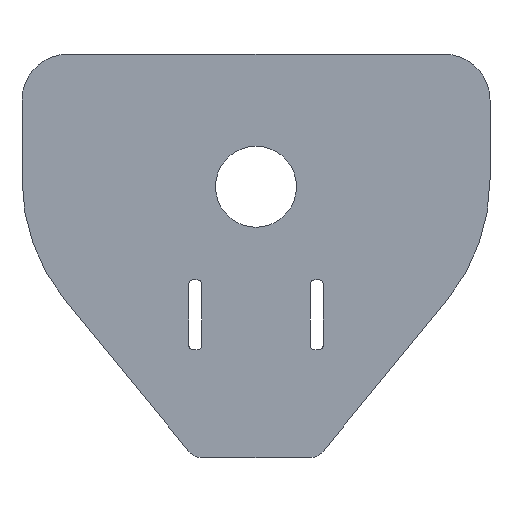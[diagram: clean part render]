
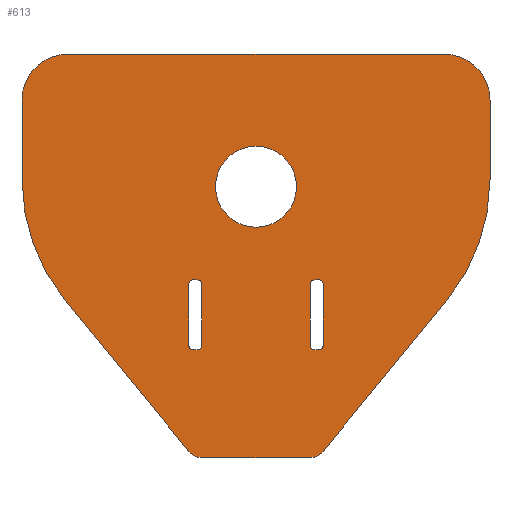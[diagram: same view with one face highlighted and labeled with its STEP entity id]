
A CAD part, front view. The second image highlights one B-rep face of the part: STEP entity #613.
In plain terms, the highlighted planar face has unit normal (0, -1, 0).
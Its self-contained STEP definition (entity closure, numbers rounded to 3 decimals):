
#18=FACE_BOUND('',#102,.T.);
#19=FACE_BOUND('',#103,.T.);
#20=FACE_BOUND('',#104,.T.);
#36=PLANE('',#688);
#67=FACE_OUTER_BOUND('',#101,.T.);
#101=EDGE_LOOP('',(#539,#540,#541,#542,#543,#544,#545,#546,#547,#548,#549,
#550));
#102=EDGE_LOOP('',(#551,#552,#553,#554,#555,#556,#557,#558));
#103=EDGE_LOOP('',(#559));
#104=EDGE_LOOP('',(#560,#561,#562,#563,#564,#565,#566,#567));
#109=LINE('',#885,#166);
#113=LINE('',#897,#170);
#116=LINE('',#908,#173);
#119=LINE('',#917,#176);
#125=LINE('',#933,#182);
#128=LINE('',#944,#185);
#133=LINE('',#957,#190);
#135=LINE('',#965,#192);
#145=LINE('',#1002,#202);
#151=LINE('',#1017,#208);
#155=LINE('',#1029,#212);
#156=LINE('',#1032,#213);
#159=LINE('',#1039,#216);
#160=LINE('',#1042,#217);
#166=VECTOR('',#703,10.);
#170=VECTOR('',#715,10.);
#173=VECTOR('',#726,10.);
#176=VECTOR('',#737,10.);
#182=VECTOR('',#751,10.);
#185=VECTOR('',#762,10.);
#190=VECTOR('',#775,10.);
#192=VECTOR('',#785,10.);
#202=VECTOR('',#817,10.);
#208=VECTOR('',#833,10.);
#212=VECTOR('',#847,10.);
#213=VECTOR('',#850,10.);
#216=VECTOR('',#859,10.);
#217=VECTOR('',#862,10.);
#220=CIRCLE('',#630,0.5);
#222=CIRCLE('',#634,0.5);
#224=CIRCLE('',#638,0.5);
#226=CIRCLE('',#642,0.5);
#228=CIRCLE('',#646,0.5);
#230=CIRCLE('',#650,0.5);
#232=CIRCLE('',#654,0.5);
#234=CIRCLE('',#658,0.5);
#235=CIRCLE('',#661,2.);
#243=CIRCLE('',#672,2.);
#244=CIRCLE('',#674,5.);
#245=CIRCLE('',#677,5.);
#246=CIRCLE('',#679,4.4);
#247=CIRCLE('',#683,20.75);
#248=CIRCLE('',#687,20.75);
#251=VERTEX_POINT('',#875);
#252=VERTEX_POINT('',#877);
#254=VERTEX_POINT('',#883);
#256=VERTEX_POINT('',#889);
#258=VERTEX_POINT('',#895);
#261=VERTEX_POINT('',#902);
#262=VERTEX_POINT('',#904);
#264=VERTEX_POINT('',#913);
#267=VERTEX_POINT('',#923);
#268=VERTEX_POINT('',#925);
#270=VERTEX_POINT('',#931);
#273=VERTEX_POINT('',#938);
#274=VERTEX_POINT('',#940);
#276=VERTEX_POINT('',#949);
#278=VERTEX_POINT('',#955);
#280=VERTEX_POINT('',#961);
#281=VERTEX_POINT('',#968);
#282=VERTEX_POINT('',#969);
#296=VERTEX_POINT('',#1001);
#297=VERTEX_POINT('',#1005);
#298=VERTEX_POINT('',#1009);
#299=VERTEX_POINT('',#1010);
#300=VERTEX_POINT('',#1015);
#301=VERTEX_POINT('',#1019);
#302=VERTEX_POINT('',#1023);
#303=VERTEX_POINT('',#1027);
#304=VERTEX_POINT('',#1031);
#305=VERTEX_POINT('',#1035);
#306=VERTEX_POINT('',#1041);
#309=EDGE_CURVE('',#251,#252,#220,.T.);
#313=EDGE_CURVE('',#251,#254,#109,.T.);
#316=EDGE_CURVE('',#256,#254,#222,.T.);
#319=EDGE_CURVE('',#256,#258,#113,.T.);
#322=EDGE_CURVE('',#261,#262,#224,.T.);
#324=EDGE_CURVE('',#261,#252,#116,.T.);
#328=EDGE_CURVE('',#264,#258,#226,.T.);
#329=EDGE_CURVE('',#264,#262,#119,.T.);
#333=EDGE_CURVE('',#267,#268,#228,.T.);
#337=EDGE_CURVE('',#267,#270,#125,.T.);
#340=EDGE_CURVE('',#273,#274,#230,.T.);
#342=EDGE_CURVE('',#273,#268,#128,.T.);
#346=EDGE_CURVE('',#276,#270,#232,.T.);
#349=EDGE_CURVE('',#276,#278,#133,.T.);
#352=EDGE_CURVE('',#280,#278,#234,.T.);
#353=EDGE_CURVE('',#280,#274,#135,.T.);
#355=EDGE_CURVE('',#281,#282,#235,.T.);
#371=EDGE_CURVE('',#296,#282,#145,.T.);
#373=EDGE_CURVE('',#296,#297,#243,.T.);
#375=EDGE_CURVE('',#298,#299,#244,.T.);
#379=EDGE_CURVE('',#298,#300,#151,.T.);
#380=EDGE_CURVE('',#301,#300,#245,.T.);
#382=EDGE_CURVE('',#302,#302,#246,.T.);
#385=EDGE_CURVE('',#301,#303,#155,.T.);
#386=EDGE_CURVE('',#304,#299,#156,.T.);
#388=EDGE_CURVE('',#305,#304,#247,.T.);
#390=EDGE_CURVE('',#281,#305,#159,.T.);
#391=EDGE_CURVE('',#306,#297,#160,.T.);
#393=EDGE_CURVE('',#303,#306,#248,.T.);
#539=ORIENTED_EDGE('',*,*,#355,.F.);
#540=ORIENTED_EDGE('',*,*,#390,.T.);
#541=ORIENTED_EDGE('',*,*,#388,.T.);
#542=ORIENTED_EDGE('',*,*,#386,.T.);
#543=ORIENTED_EDGE('',*,*,#375,.F.);
#544=ORIENTED_EDGE('',*,*,#379,.T.);
#545=ORIENTED_EDGE('',*,*,#380,.F.);
#546=ORIENTED_EDGE('',*,*,#385,.T.);
#547=ORIENTED_EDGE('',*,*,#393,.T.);
#548=ORIENTED_EDGE('',*,*,#391,.T.);
#549=ORIENTED_EDGE('',*,*,#373,.F.);
#550=ORIENTED_EDGE('',*,*,#371,.T.);
#551=ORIENTED_EDGE('',*,*,#353,.T.);
#552=ORIENTED_EDGE('',*,*,#340,.F.);
#553=ORIENTED_EDGE('',*,*,#342,.T.);
#554=ORIENTED_EDGE('',*,*,#333,.F.);
#555=ORIENTED_EDGE('',*,*,#337,.T.);
#556=ORIENTED_EDGE('',*,*,#346,.F.);
#557=ORIENTED_EDGE('',*,*,#349,.T.);
#558=ORIENTED_EDGE('',*,*,#352,.F.);
#559=ORIENTED_EDGE('',*,*,#382,.T.);
#560=ORIENTED_EDGE('',*,*,#319,.T.);
#561=ORIENTED_EDGE('',*,*,#328,.F.);
#562=ORIENTED_EDGE('',*,*,#329,.T.);
#563=ORIENTED_EDGE('',*,*,#322,.F.);
#564=ORIENTED_EDGE('',*,*,#324,.T.);
#565=ORIENTED_EDGE('',*,*,#309,.F.);
#566=ORIENTED_EDGE('',*,*,#313,.T.);
#567=ORIENTED_EDGE('',*,*,#316,.F.);
#613=ADVANCED_FACE('',(#67,#18,#19,#20),#36,.F.);
#630=AXIS2_PLACEMENT_3D('',#878,#696,#697);
#634=AXIS2_PLACEMENT_3D('',#891,#709,#710);
#638=AXIS2_PLACEMENT_3D('',#905,#721,#722);
#642=AXIS2_PLACEMENT_3D('',#915,#733,#734);
#646=AXIS2_PLACEMENT_3D('',#926,#744,#745);
#650=AXIS2_PLACEMENT_3D('',#941,#757,#758);
#654=AXIS2_PLACEMENT_3D('',#951,#769,#770);
#658=AXIS2_PLACEMENT_3D('',#963,#781,#782);
#661=AXIS2_PLACEMENT_3D('',#970,#789,#790);
#672=AXIS2_PLACEMENT_3D('',#1006,#821,#822);
#674=AXIS2_PLACEMENT_3D('',#1011,#826,#827);
#677=AXIS2_PLACEMENT_3D('',#1020,#836,#837);
#679=AXIS2_PLACEMENT_3D('',#1024,#841,#842);
#683=AXIS2_PLACEMENT_3D('',#1036,#854,#855);
#687=AXIS2_PLACEMENT_3D('',#1045,#866,#867);
#688=AXIS2_PLACEMENT_3D('',#1046,#868,#869);
#696=DIRECTION('center_axis',(0.,-1.,0.));
#697=DIRECTION('ref_axis',(0.707,0.,-0.707));
#703=DIRECTION('',(-1.,0.,0.));
#709=DIRECTION('center_axis',(0.,-1.,0.));
#710=DIRECTION('ref_axis',(-0.707,0.,-0.707));
#715=DIRECTION('',(0.,0.,1.));
#721=DIRECTION('center_axis',(0.,-1.,0.));
#722=DIRECTION('ref_axis',(0.707,0.,0.707));
#726=DIRECTION('',(0.,0.,-1.));
#733=DIRECTION('center_axis',(0.,-1.,0.));
#734=DIRECTION('ref_axis',(-0.707,0.,0.707));
#737=DIRECTION('',(1.,0.,0.));
#744=DIRECTION('center_axis',(0.,-1.,0.));
#745=DIRECTION('ref_axis',(0.707,0.,0.707));
#751=DIRECTION('',(0.,0.,-1.));
#757=DIRECTION('center_axis',(0.,-1.,0.));
#758=DIRECTION('ref_axis',(-0.707,0.,0.707));
#762=DIRECTION('',(1.,0.,0.));
#769=DIRECTION('center_axis',(0.,-1.,0.));
#770=DIRECTION('ref_axis',(0.707,0.,-0.707));
#775=DIRECTION('',(-1.,0.,0.));
#781=DIRECTION('center_axis',(0.,-1.,0.));
#782=DIRECTION('ref_axis',(-0.707,0.,-0.707));
#785=DIRECTION('',(0.,0.,1.));
#789=DIRECTION('center_axis',(0.,1.,0.));
#790=DIRECTION('ref_axis',(0.428,0.,-0.904));
#817=DIRECTION('',(1.,0.,0.));
#821=DIRECTION('center_axis',(0.,1.,0.));
#822=DIRECTION('ref_axis',(-0.428,0.,-0.904));
#826=DIRECTION('center_axis',(0.,1.,0.));
#827=DIRECTION('ref_axis',(0.707,0.,0.707));
#833=DIRECTION('',(-1.,0.,0.));
#836=DIRECTION('center_axis',(0.,1.,0.));
#837=DIRECTION('ref_axis',(-0.707,0.,0.707));
#841=DIRECTION('center_axis',(0.,1.,0.));
#842=DIRECTION('ref_axis',(1.,0.,0.));
#847=DIRECTION('',(0.,0.,-1.));
#850=DIRECTION('',(0.,0.,1.));
#854=DIRECTION('center_axis',(0.,-1.,0.));
#855=DIRECTION('ref_axis',(1.,0.,0.));
#859=DIRECTION('',(0.634,0.,0.773));
#862=DIRECTION('',(0.634,0.,-0.773));
#866=DIRECTION('center_axis',(0.,-1.,0.));
#867=DIRECTION('ref_axis',(-0.773,0.,-0.634));
#868=DIRECTION('center_axis',(0.,1.,0.));
#869=DIRECTION('ref_axis',(1.,0.,0.));
#875=CARTESIAN_POINT('',(6.803,-2.,-9.603));
#877=CARTESIAN_POINT('',(7.303,-2.,-9.103));
#878=CARTESIAN_POINT('Origin',(6.803,-2.,-9.103));
#883=CARTESIAN_POINT('',(6.406,-2.,-9.603));
#885=CARTESIAN_POINT('',(5.906,-2.,-9.603));
#889=CARTESIAN_POINT('',(5.906,-2.,-9.103));
#891=CARTESIAN_POINT('Origin',(6.406,-2.,-9.103));
#895=CARTESIAN_POINT('',(5.906,-2.,-2.483));
#897=CARTESIAN_POINT('',(5.906,-2.,-1.983));
#902=CARTESIAN_POINT('',(7.303,-2.,-2.483));
#904=CARTESIAN_POINT('',(6.803,-2.,-1.983));
#905=CARTESIAN_POINT('Origin',(6.803,-2.,-2.483));
#908=CARTESIAN_POINT('',(7.303,-2.,-9.603));
#913=CARTESIAN_POINT('',(6.406,-2.,-1.983));
#915=CARTESIAN_POINT('Origin',(6.406,-2.,-2.483));
#917=CARTESIAN_POINT('',(7.303,-2.,-1.983));
#923=CARTESIAN_POINT('',(-5.905,-2.,-2.483));
#925=CARTESIAN_POINT('',(-6.405,-2.,-1.983));
#926=CARTESIAN_POINT('Origin',(-6.405,-2.,-2.483));
#931=CARTESIAN_POINT('',(-5.905,-2.,-9.103));
#933=CARTESIAN_POINT('',(-5.905,-2.,-9.603));
#938=CARTESIAN_POINT('',(-6.803,-2.,-1.983));
#940=CARTESIAN_POINT('',(-7.303,-2.,-2.483));
#941=CARTESIAN_POINT('Origin',(-6.803,-2.,-2.483));
#944=CARTESIAN_POINT('',(-5.906,-2.,-1.983));
#949=CARTESIAN_POINT('',(-6.405,-2.,-9.603));
#951=CARTESIAN_POINT('Origin',(-6.405,-2.,-9.103));
#955=CARTESIAN_POINT('',(-6.803,-2.,-9.603));
#957=CARTESIAN_POINT('',(-7.303,-2.,-9.603));
#961=CARTESIAN_POINT('',(-7.303,-2.,-9.103));
#963=CARTESIAN_POINT('Origin',(-6.803,-2.,-9.103));
#965=CARTESIAN_POINT('',(-7.303,-2.,-1.983));
#968=CARTESIAN_POINT('',(7.313,-2.,-20.604));
#969=CARTESIAN_POINT('',(5.767,-2.,-21.336));
#970=CARTESIAN_POINT('Origin',(5.767,-2.,-19.336));
#1001=CARTESIAN_POINT('',(-5.767,-2.,-21.336));
#1002=CARTESIAN_POINT('',(-6.713,-2.,-21.336));
#1005=CARTESIAN_POINT('',(-7.313,-2.,-20.604));
#1006=CARTESIAN_POINT('Origin',(-5.767,-2.,-19.336));
#1009=CARTESIAN_POINT('',(20.45,-2.,22.57));
#1010=CARTESIAN_POINT('',(25.45,-2.,17.57));
#1011=CARTESIAN_POINT('Origin',(20.45,-2.,17.57));
#1015=CARTESIAN_POINT('',(-20.45,-2.,22.57));
#1017=CARTESIAN_POINT('',(-25.45,-2.,22.57));
#1019=CARTESIAN_POINT('',(-25.45,-2.,17.57));
#1020=CARTESIAN_POINT('Origin',(-20.45,-2.,17.57));
#1023=CARTESIAN_POINT('',(-4.4,-2.,8.15));
#1024=CARTESIAN_POINT('Origin',(0.,-2.,8.15));
#1027=CARTESIAN_POINT('',(-25.45,-2.,8.938));
#1029=CARTESIAN_POINT('',(-25.45,-2.,8.938));
#1031=CARTESIAN_POINT('',(25.45,-2.,8.938));
#1032=CARTESIAN_POINT('',(25.45,-2.,8.938));
#1035=CARTESIAN_POINT('',(20.747,-2.,-4.217));
#1036=CARTESIAN_POINT('Origin',(4.7,-2.,8.938));
#1039=CARTESIAN_POINT('',(20.747,-2.,-4.217));
#1041=CARTESIAN_POINT('',(-20.747,-2.,-4.217));
#1042=CARTESIAN_POINT('',(-20.747,-2.,-4.217));
#1045=CARTESIAN_POINT('Origin',(-4.7,-2.,8.938));
#1046=CARTESIAN_POINT('Origin',(0.,-2.,0.617));
